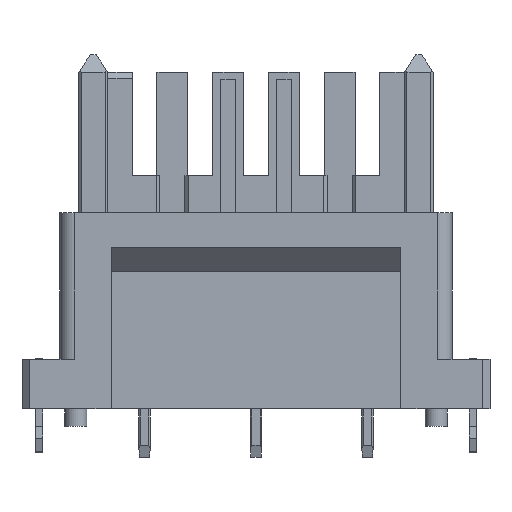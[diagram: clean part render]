
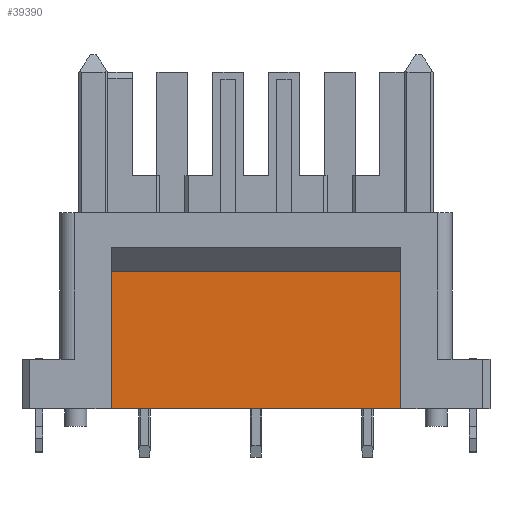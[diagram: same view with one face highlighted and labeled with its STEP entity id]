
A CAD part, front view. The second image highlights one B-rep face of the part: STEP entity #39390.
In plain terms, the highlighted planar face has unit normal (0, -1, 0).
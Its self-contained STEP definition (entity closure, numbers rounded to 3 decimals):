
#13900=CARTESIAN_POINT('',(-9.9,-3.9,9.4));
#13910=VERTEX_POINT('',#13900);
#13940=CARTESIAN_POINT('',(-9.9,-3.9,22.5));
#13950=DIRECTION('',(0.,0.,-1.));
#13960=VECTOR('',#13950,1.);
#13970=LINE('',#13940,#13960);
#13980=CARTESIAN_POINT('',(-9.9,-3.9,0.));
#13990=VERTEX_POINT('',#13980);
#14000=EDGE_CURVE('',#13910,#13990,#13970,.T.);
#14160=CARTESIAN_POINT('',(26.38,-3.9,9.4));
#14170=DIRECTION('',(-1.,0.,0.));
#14180=VECTOR('',#14170,1.);
#14190=LINE('',#14160,#14180);
#14200=CARTESIAN_POINT('',(9.9,-3.9,9.4));
#14210=VERTEX_POINT('',#14200);
#14220=EDGE_CURVE('',#14210,#13910,#14190,.T.);
#31760=CARTESIAN_POINT('',(9.9,-3.9,0.));
#31770=VERTEX_POINT('',#31760);
#31800=CARTESIAN_POINT('',(9.9,-3.9,22.5));
#31810=DIRECTION('',(-0.,-0.,-1.));
#31820=VECTOR('',#31810,1.);
#31830=LINE('',#31800,#31820);
#31840=EDGE_CURVE('',#14210,#31770,#31830,.T.);
#39230=CARTESIAN_POINT('',(10.395,-3.9,-0.235));
#39240=DIRECTION('',(0.,-1.,0.));
#39250=DIRECTION('',(0.,0.,-1.));
#39260=AXIS2_PLACEMENT_3D('',#39230,#39240,#39250);
#39270=PLANE('',#39260);
#39280=ORIENTED_EDGE('',*,*,#14000,.T.);
#39290=ORIENTED_EDGE('',*,*,#14220,.T.);
#39300=ORIENTED_EDGE('',*,*,#31840,.F.);
#39310=CARTESIAN_POINT('',(26.38,-3.9,0.));
#39320=DIRECTION('',(-1.,-0.,-0.));
#39330=VECTOR('',#39320,1.);
#39340=LINE('',#39310,#39330);
#39350=EDGE_CURVE('',#31770,#13990,#39340,.T.);
#39360=ORIENTED_EDGE('',*,*,#39350,.F.);
#39370=EDGE_LOOP('',(#39360,#39300,#39290,#39280));
#39380=FACE_OUTER_BOUND('',#39370,.T.);
#39390=ADVANCED_FACE('',(#39380),#39270,.T.);
